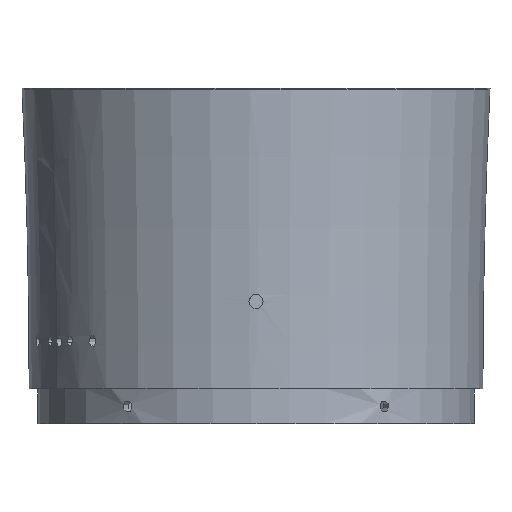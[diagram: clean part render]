
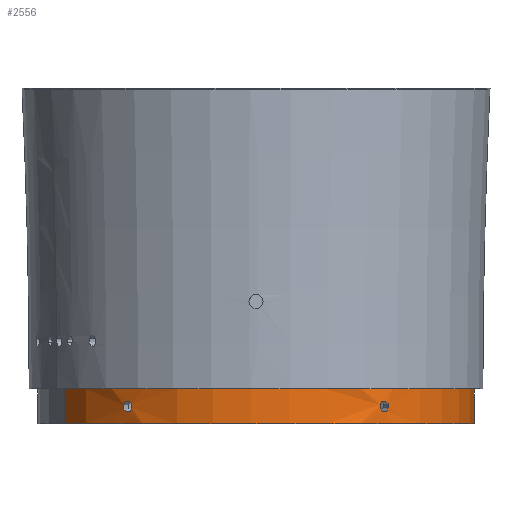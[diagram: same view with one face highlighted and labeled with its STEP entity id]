
A CAD part, left-side view. The second image highlights one B-rep face of the part: STEP entity #2556.
In plain terms, the highlighted cylindrical face has radius 50 mm (diameter 100 mm), a partial arc.
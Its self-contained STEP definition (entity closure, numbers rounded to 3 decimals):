
#193=CARTESIAN_POINT('Vertex',(23.971,-43.879,-120.)) ;
#195=CARTESIAN_POINT('Vertex',(-23.971,43.879,-120.)) ;
#198=CARTESIAN_POINT('Axis2P3D Location',(0.,0.,-120.)) ;
#213=CARTESIAN_POINT('Axis2P3D Location',(0.,0.,-128.)) ;
#217=CARTESIAN_POINT('Vertex',(-23.971,43.879,-128.)) ;
#219=CARTESIAN_POINT('Vertex',(23.971,-43.879,-128.)) ;
#2189=CARTESIAN_POINT('Axis2P3D Location',(0.,0.,-89.559)) ;
#2194=CARTESIAN_POINT('Line Origine',(-23.971,43.879,-124.)) ;
#2199=CARTESIAN_POINT('Line Origine',(23.971,-43.879,-124.)) ;
#2449=CARTESIAN_POINT('Control Point',(-40.096,29.872,-122.903)) ;
#2450=CARTESIAN_POINT('Control Point',(-39.928,30.097,-123.056)) ;
#2451=CARTESIAN_POINT('Control Point',(-39.788,30.282,-123.299)) ;
#2452=CARTESIAN_POINT('Control Point',(-39.7,30.396,-123.612)) ;
#2453=CARTESIAN_POINT('Control Point',(-39.669,30.436,-124.114)) ;
#2454=CARTESIAN_POINT('Control Point',(-39.776,30.297,-124.568)) ;
#2455=CARTESIAN_POINT('Control Point',(-39.826,30.231,-124.708)) ;
#2456=CARTESIAN_POINT('Control Point',(-40.007,29.992,-125.072)) ;
#2457=CARTESIAN_POINT('Control Point',(-40.272,29.636,-125.272)) ;
#2458=CARTESIAN_POINT('Control Point',(-40.463,29.375,-125.308)) ;
#2459=CARTESIAN_POINT('Control Point',(-40.645,29.121,-125.243)) ;
#2460=CARTESIAN_POINT('Control Point',(-40.8,28.902,-125.097)) ;
#2461=CARTESIAN_POINT('Vertex',(-40.096,29.872,-122.903)) ;
#2463=CARTESIAN_POINT('Vertex',(-40.8,28.902,-125.097)) ;
#2467=CARTESIAN_POINT('Control Point',(-40.8,28.902,-125.097)) ;
#2468=CARTESIAN_POINT('Control Point',(-40.962,28.673,-124.944)) ;
#2469=CARTESIAN_POINT('Control Point',(-41.095,28.483,-124.701)) ;
#2470=CARTESIAN_POINT('Control Point',(-41.176,28.364,-124.388)) ;
#2471=CARTESIAN_POINT('Control Point',(-41.205,28.323,-123.886)) ;
#2472=CARTESIAN_POINT('Control Point',(-41.105,28.467,-123.432)) ;
#2473=CARTESIAN_POINT('Control Point',(-41.058,28.534,-123.292)) ;
#2474=CARTESIAN_POINT('Control Point',(-40.887,28.781,-122.928)) ;
#2475=CARTESIAN_POINT('Control Point',(-40.63,29.143,-122.728)) ;
#2476=CARTESIAN_POINT('Control Point',(-40.441,29.406,-122.692)) ;
#2477=CARTESIAN_POINT('Control Point',(-40.256,29.657,-122.757)) ;
#2478=CARTESIAN_POINT('Control Point',(-40.096,29.872,-122.903)) ;
#2485=CARTESIAN_POINT('Control Point',(-40.8,-28.902,-122.903)) ;
#2486=CARTESIAN_POINT('Control Point',(-40.962,-28.673,-123.056)) ;
#2487=CARTESIAN_POINT('Control Point',(-41.095,-28.483,-123.299)) ;
#2488=CARTESIAN_POINT('Control Point',(-41.176,-28.364,-123.612)) ;
#2489=CARTESIAN_POINT('Control Point',(-41.205,-28.323,-124.114)) ;
#2490=CARTESIAN_POINT('Control Point',(-41.105,-28.467,-124.568)) ;
#2491=CARTESIAN_POINT('Control Point',(-41.058,-28.534,-124.708)) ;
#2492=CARTESIAN_POINT('Control Point',(-40.887,-28.781,-125.072)) ;
#2493=CARTESIAN_POINT('Control Point',(-40.63,-29.143,-125.272)) ;
#2494=CARTESIAN_POINT('Control Point',(-40.441,-29.406,-125.308)) ;
#2495=CARTESIAN_POINT('Control Point',(-40.256,-29.657,-125.243)) ;
#2496=CARTESIAN_POINT('Control Point',(-40.096,-29.872,-125.097)) ;
#2497=CARTESIAN_POINT('Vertex',(-40.8,-28.902,-122.903)) ;
#2499=CARTESIAN_POINT('Vertex',(-40.096,-29.872,-125.097)) ;
#2503=CARTESIAN_POINT('Control Point',(-40.096,-29.872,-125.097)) ;
#2504=CARTESIAN_POINT('Control Point',(-39.928,-30.097,-124.944)) ;
#2505=CARTESIAN_POINT('Control Point',(-39.788,-30.282,-124.701)) ;
#2506=CARTESIAN_POINT('Control Point',(-39.7,-30.396,-124.388)) ;
#2507=CARTESIAN_POINT('Control Point',(-39.669,-30.436,-123.886)) ;
#2508=CARTESIAN_POINT('Control Point',(-39.776,-30.297,-123.432)) ;
#2509=CARTESIAN_POINT('Control Point',(-39.826,-30.231,-123.292)) ;
#2510=CARTESIAN_POINT('Control Point',(-40.007,-29.992,-122.928)) ;
#2511=CARTESIAN_POINT('Control Point',(-40.272,-29.636,-122.728)) ;
#2512=CARTESIAN_POINT('Control Point',(-40.463,-29.375,-122.692)) ;
#2513=CARTESIAN_POINT('Control Point',(-40.645,-29.121,-122.757)) ;
#2514=CARTESIAN_POINT('Control Point',(-40.8,-28.902,-122.903)) ;
#2521=CARTESIAN_POINT('Control Point',(14.88,-47.735,-122.903)) ;
#2522=CARTESIAN_POINT('Control Point',(14.612,-47.818,-123.056)) ;
#2523=CARTESIAN_POINT('Control Point',(14.39,-47.885,-123.299)) ;
#2524=CARTESIAN_POINT('Control Point',(14.252,-47.926,-123.612)) ;
#2525=CARTESIAN_POINT('Control Point',(14.203,-47.94,-124.114)) ;
#2526=CARTESIAN_POINT('Control Point',(14.371,-47.89,-124.568)) ;
#2527=CARTESIAN_POINT('Control Point',(14.45,-47.867,-124.708)) ;
#2528=CARTESIAN_POINT('Control Point',(14.738,-47.779,-125.072)) ;
#2529=CARTESIAN_POINT('Control Point',(15.161,-47.647,-125.272)) ;
#2530=CARTESIAN_POINT('Control Point',(15.47,-47.548,-125.308)) ;
#2531=CARTESIAN_POINT('Control Point',(15.766,-47.45,-125.243)) ;
#2532=CARTESIAN_POINT('Control Point',(16.02,-47.364,-125.097)) ;
#2533=CARTESIAN_POINT('Vertex',(14.88,-47.735,-122.903)) ;
#2535=CARTESIAN_POINT('Vertex',(16.02,-47.364,-125.097)) ;
#2539=CARTESIAN_POINT('Control Point',(16.02,-47.364,-125.097)) ;
#2540=CARTESIAN_POINT('Control Point',(16.286,-47.274,-124.944)) ;
#2541=CARTESIAN_POINT('Control Point',(16.504,-47.198,-124.701)) ;
#2542=CARTESIAN_POINT('Control Point',(16.64,-47.15,-124.388)) ;
#2543=CARTESIAN_POINT('Control Point',(16.688,-47.133,-123.886)) ;
#2544=CARTESIAN_POINT('Control Point',(16.523,-47.191,-123.432)) ;
#2545=CARTESIAN_POINT('Control Point',(16.445,-47.218,-123.292)) ;
#2546=CARTESIAN_POINT('Control Point',(16.161,-47.317,-122.928)) ;
#2547=CARTESIAN_POINT('Control Point',(15.741,-47.459,-122.728)) ;
#2548=CARTESIAN_POINT('Control Point',(15.433,-47.56,-122.692)) ;
#2549=CARTESIAN_POINT('Control Point',(15.135,-47.655,-122.757)) ;
#2550=CARTESIAN_POINT('Control Point',(14.88,-47.735,-122.903)) ;
#199=DIRECTION('Axis2P3D Direction',(0.,0.,1.)) ;
#214=DIRECTION('Axis2P3D Direction',(0.,0.,1.)) ;
#2190=DIRECTION('Axis2P3D Direction',(0.,0.,1.)) ;
#2191=DIRECTION('Axis2P3D XDirection',(-0.479,0.878,0.)) ;
#2195=DIRECTION('Vector Direction',(0.,0.,1.)) ;
#2200=DIRECTION('Vector Direction',(0.,0.,1.)) ;
#200=AXIS2_PLACEMENT_3D('Circle Axis2P3D',#198,#199,$) ;
#215=AXIS2_PLACEMENT_3D('Circle Axis2P3D',#213,#214,$) ;
#2192=AXIS2_PLACEMENT_3D('Cylinder Axis2P3D',#2189,#2190,#2191) ;
#2443=ORIENTED_EDGE('',*,*,#2203,.T.) ;
#2444=ORIENTED_EDGE('',*,*,#202,.F.) ;
#2445=ORIENTED_EDGE('',*,*,#2198,.F.) ;
#2446=ORIENTED_EDGE('',*,*,#221,.T.) ;
#2481=ORIENTED_EDGE('',*,*,#2465,.F.) ;
#2482=ORIENTED_EDGE('',*,*,#2479,.F.) ;
#2517=ORIENTED_EDGE('',*,*,#2501,.F.) ;
#2518=ORIENTED_EDGE('',*,*,#2515,.F.) ;
#2553=ORIENTED_EDGE('',*,*,#2537,.F.) ;
#2554=ORIENTED_EDGE('',*,*,#2551,.F.) ;
#2483=FACE_BOUND('',#2480,.T.) ;
#2519=FACE_BOUND('',#2516,.T.) ;
#2555=FACE_BOUND('',#2552,.T.) ;
#2196=VECTOR('Line Direction',#2195,1.) ;
#2201=VECTOR('Line Direction',#2200,1.) ;
#2556=ADVANCED_FACE('Corps principal',(#2447,#2483,#2519,#2555),#2193,.T.) ;
#2448=B_SPLINE_CURVE_WITH_KNOTS('',5,(#2449,#2450,#2451,#2452,#2453,#2454,#2455,#2456,#2457,#2458,#2459,#2460),.UNSPECIFIED.,.F.,.U.,(6,3,3,6),(0.,2.262,3.396,5.554),.UNSPECIFIED.) ;
#2466=B_SPLINE_CURVE_WITH_KNOTS('',5,(#2467,#2468,#2469,#2470,#2471,#2472,#2473,#2474,#2475,#2476,#2477,#2478),.UNSPECIFIED.,.F.,.U.,(6,3,3,6),(0.,2.262,3.396,5.554),.UNSPECIFIED.) ;
#2484=B_SPLINE_CURVE_WITH_KNOTS('',5,(#2485,#2486,#2487,#2488,#2489,#2490,#2491,#2492,#2493,#2494,#2495,#2496),.UNSPECIFIED.,.F.,.U.,(6,3,3,6),(0.,2.262,3.396,5.554),.UNSPECIFIED.) ;
#2502=B_SPLINE_CURVE_WITH_KNOTS('',5,(#2503,#2504,#2505,#2506,#2507,#2508,#2509,#2510,#2511,#2512,#2513,#2514),.UNSPECIFIED.,.F.,.U.,(6,3,3,6),(0.,2.262,3.396,5.554),.UNSPECIFIED.) ;
#2520=B_SPLINE_CURVE_WITH_KNOTS('',5,(#2521,#2522,#2523,#2524,#2525,#2526,#2527,#2528,#2529,#2530,#2531,#2532),.UNSPECIFIED.,.F.,.U.,(6,3,3,6),(0.,2.262,3.396,5.554),.UNSPECIFIED.) ;
#2538=B_SPLINE_CURVE_WITH_KNOTS('',5,(#2539,#2540,#2541,#2542,#2543,#2544,#2545,#2546,#2547,#2548,#2549,#2550),.UNSPECIFIED.,.F.,.U.,(6,3,3,6),(0.,2.262,3.396,5.554),.UNSPECIFIED.) ;
#201=CIRCLE('generated circle',#200,50.) ;
#216=CIRCLE('generated circle',#215,50.) ;
#2193=CYLINDRICAL_SURFACE('generated cylinder',#2192,50.) ;
#202=EDGE_CURVE('',#196,#194,#201,.T.) ;
#221=EDGE_CURVE('',#218,#220,#216,.T.) ;
#2198=EDGE_CURVE('',#218,#196,#2197,.T.) ;
#2203=EDGE_CURVE('',#220,#194,#2202,.T.) ;
#2465=EDGE_CURVE('',#2462,#2464,#2448,.T.) ;
#2479=EDGE_CURVE('',#2464,#2462,#2466,.T.) ;
#2501=EDGE_CURVE('',#2498,#2500,#2484,.T.) ;
#2515=EDGE_CURVE('',#2500,#2498,#2502,.T.) ;
#2537=EDGE_CURVE('',#2534,#2536,#2520,.T.) ;
#2551=EDGE_CURVE('',#2536,#2534,#2538,.T.) ;
#2442=EDGE_LOOP('',(#2443,#2444,#2445,#2446)) ;
#2480=EDGE_LOOP('',(#2481,#2482)) ;
#2516=EDGE_LOOP('',(#2517,#2518)) ;
#2552=EDGE_LOOP('',(#2553,#2554)) ;
#2447=FACE_OUTER_BOUND('',#2442,.T.) ;
#2197=LINE('Line',#2194,#2196) ;
#2202=LINE('Line',#2199,#2201) ;
#194=VERTEX_POINT('',#193) ;
#196=VERTEX_POINT('',#195) ;
#218=VERTEX_POINT('',#217) ;
#220=VERTEX_POINT('',#219) ;
#2462=VERTEX_POINT('',#2461) ;
#2464=VERTEX_POINT('',#2463) ;
#2498=VERTEX_POINT('',#2497) ;
#2500=VERTEX_POINT('',#2499) ;
#2534=VERTEX_POINT('',#2533) ;
#2536=VERTEX_POINT('',#2535) ;
